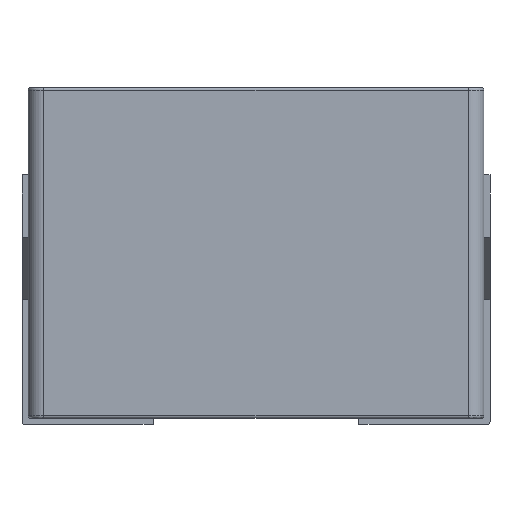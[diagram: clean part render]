
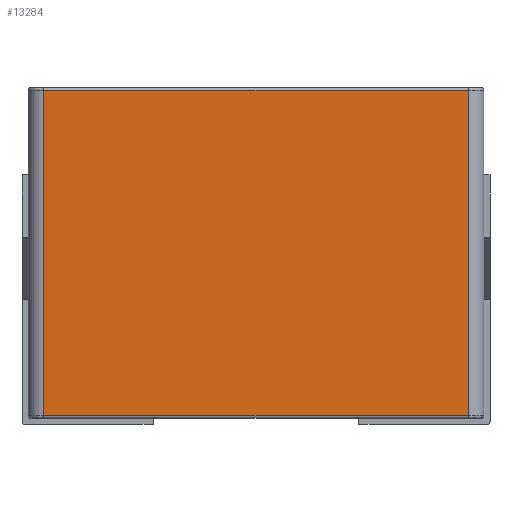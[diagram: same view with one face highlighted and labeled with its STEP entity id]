
A CAD part, front view. The second image highlights one B-rep face of the part: STEP entity #13284.
In plain terms, the highlighted planar face has unit normal (0, -1, 0).
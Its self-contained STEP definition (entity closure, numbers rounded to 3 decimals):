
#45 = DIRECTION ( 'NONE',  ( 1., 0., 0. ) ) ;
#206 = CARTESIAN_POINT ( 'NONE',  ( -3.4, -3.5, 0.14 ) ) ;
#527 = ORIENTED_EDGE ( 'NONE', *, *, #6043, .T. ) ;
#1007 = VECTOR ( 'NONE', #12197, 1000. ) ;
#1593 = CARTESIAN_POINT ( 'NONE',  ( 3.4, -3.5, 5.36 ) ) ;
#1730 = EDGE_CURVE ( 'NONE', #2570, #14543, #11251, .T. ) ;
#2570 = VERTEX_POINT ( 'NONE', #13469 ) ;
#3053 = DIRECTION ( 'NONE',  ( 0., 0., -1. ) ) ;
#3740 = VECTOR ( 'NONE', #8961, 1000. ) ;
#4493 = FACE_OUTER_BOUND ( 'NONE', #11487, .T. ) ;
#5259 = CARTESIAN_POINT ( 'NONE',  ( 3.4, -3.5, 0.1 ) ) ;
#5529 = VECTOR ( 'NONE', #14545, 1000. ) ;
#5602 = CARTESIAN_POINT ( 'NONE',  ( -3.4, -3.5, 0.1 ) ) ;
#5904 = CARTESIAN_POINT ( 'NONE',  ( -3.56, -3.5, 5.36 ) ) ;
#6043 = EDGE_CURVE ( 'NONE', #2570, #13370, #13265, .T. ) ;
#6341 = LINE ( 'NONE', #5259, #3740 ) ;
#7151 = VECTOR ( 'NONE', #45, 1000. ) ;
#7681 = ORIENTED_EDGE ( 'NONE', *, *, #7958, .T. ) ;
#7958 = EDGE_CURVE ( 'NONE', #13370, #9165, #16800, .T. ) ;
#8233 = CARTESIAN_POINT ( 'NONE',  ( -3.4, -3.5, 0.1 ) ) ;
#8388 = PLANE ( 'NONE',  #12411 ) ;
#8961 = DIRECTION ( 'NONE',  ( 0., 0., 1. ) ) ;
#8975 = CARTESIAN_POINT ( 'NONE',  ( 3.4, -3.5, 0.14 ) ) ;
#9165 = VERTEX_POINT ( 'NONE', #8975 ) ;
#9662 = ORIENTED_EDGE ( 'NONE', *, *, #1730, .F. ) ;
#11251 = LINE ( 'NONE', #5904, #1007 ) ;
#11487 = EDGE_LOOP ( 'NONE', ( #9662, #527, #7681, #13191 ) ) ;
#11978 = DIRECTION ( 'NONE',  ( 0., -1., 0. ) ) ;
#12197 = DIRECTION ( 'NONE',  ( 1., 0., 0. ) ) ;
#12411 = AXIS2_PLACEMENT_3D ( 'NONE', #5602, #11978, #3053 ) ;
#12901 = CARTESIAN_POINT ( 'NONE',  ( -3.4, -3.5, 0.14 ) ) ;
#13191 = ORIENTED_EDGE ( 'NONE', *, *, #13444, .T. ) ;
#13265 = LINE ( 'NONE', #8233, #5529 ) ;
#13284 = ADVANCED_FACE ( 'NONE', ( #4493 ), #8388, .T. ) ;
#13370 = VERTEX_POINT ( 'NONE', #12901 ) ;
#13444 = EDGE_CURVE ( 'NONE', #9165, #14543, #6341, .T. ) ;
#13469 = CARTESIAN_POINT ( 'NONE',  ( -3.4, -3.5, 5.36 ) ) ;
#14543 = VERTEX_POINT ( 'NONE', #1593 ) ;
#14545 = DIRECTION ( 'NONE',  ( 0., 0., -1. ) ) ;
#16800 = LINE ( 'NONE', #206, #7151 ) ;
